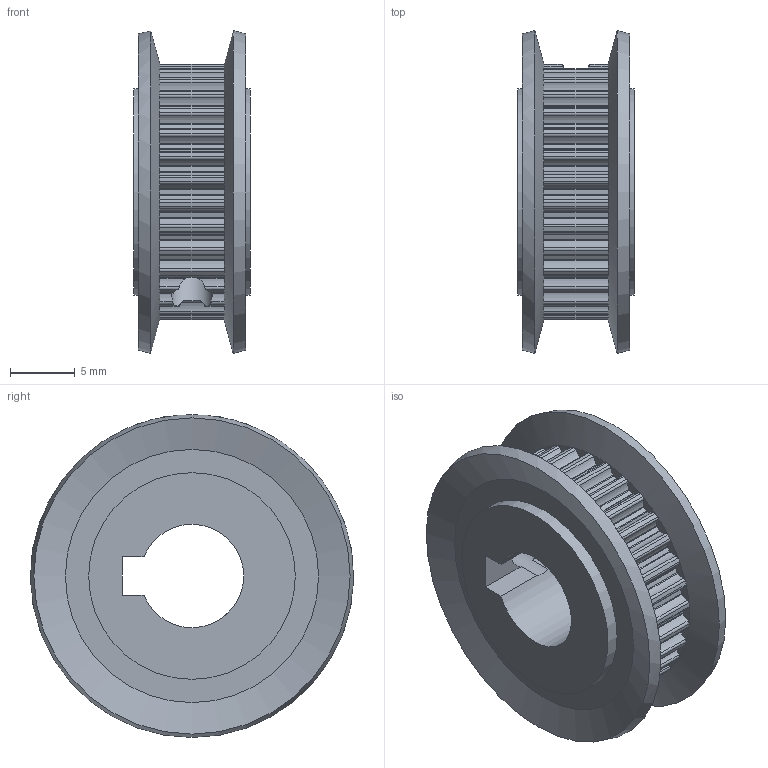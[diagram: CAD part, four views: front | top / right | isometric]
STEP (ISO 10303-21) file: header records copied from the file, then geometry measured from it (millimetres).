
FILE_DESCRIPTION(/* description */ ('STEP AP203'),/* implementation_level */ '2;1');
FILE_NAME(/* name */ 'C-HTPA32S2M040-A-N8',/* time_stamp */ '2023-11-26T05:31:08+01:00',/* author */ ('License CC BY-ND 4.0'),/* organization */ ('CADENAS'),/* preprocessor_version */ 'ST-DEVELOPER v19.3',/* originating_system */ 'PARTsolutions',/* authorisation */ ' ');
FILE_SCHEMA (('CONFIG_CONTROL_DESIGN'));
Length unit declared in the file: millimetre
Products named in the file (1): C-HTPA32S2M040-A-N8
Bounding box: 9 x 25 x 25 mm (x, y, z)
Volume: 2230.2 mm3; surface area: 2271.8 mm2
Topology: 1 solids, 1 shells, 371 faces, 977 edges, 607 vertices
Faces by surface type: cylinder 291, plane 74, cone 6
Full cylindrical faces by diameter (mm): 3.242 x2, 16 x2
Entity records: 11647 total; most frequent: DIRECTION 2230, CARTESIAN_POINT 2146, ORIENTED_EDGE 1926, EDGE_CURVE 963, AXIS2_PLACEMENT_3D 962, VERTEX_POINT 603, CIRCLE 590, EDGE_LOOP 386
